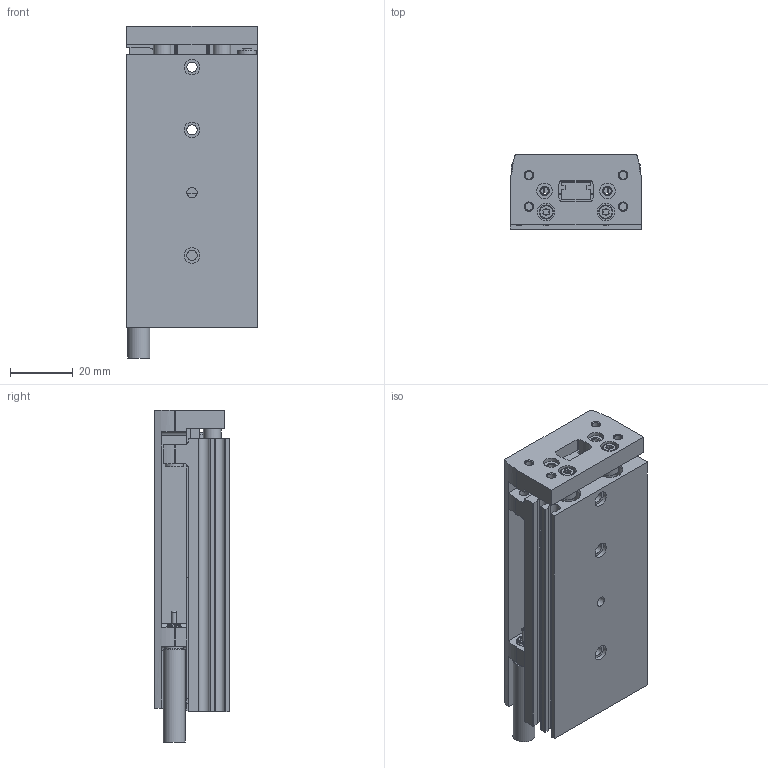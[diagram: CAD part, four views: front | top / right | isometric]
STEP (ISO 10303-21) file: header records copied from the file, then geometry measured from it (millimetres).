
FILE_DESCRIPTION(/* description */ ('STEP AP214'),/* implementation_level */ '2;1');
FILE_NAME(/* name */ '8085164_DGST-8-50-Y12A',/* time_stamp */ '2024-08-14T09:46:27+02:00',/* author */ ('License CC BY-ND 4.0'),/* organization */ ('CADENAS'),/* preprocessor_version */ 'ST-DEVELOPER v19.3',/* originating_system */ 'PARTsolutions',/* authorisation */ ' ');
FILE_SCHEMA (('AUTOMOTIVE_DESIGN {1 0 10303 214 3 1 1}'));
Length unit declared in the file: millimetre
Products named in the file (6): 8085164 DGST-8-50-Y12A---(0-high); 8073892 DGST-8-50---Y12---(mechanical-high)h; 8073892 DGST-8-50---(mechanical-high)s; 8074424 DYEF-G8-M5x0.5; 8111344 DYSS-3-4-Y1F-G2---(1_0_0); 8111344 DYSS-3-4-Y1F-G2---(2_0_0)
Assembly tree (6 placements, depth 2):
  8085164 DGST-8-50-Y12A---(0-high)
    8073892 DGST-8-50---Y12---(mechanical-high)h
    8073892 DGST-8-50---(mechanical-high)s
    8074424 DYEF-G8-M5x0.5  x2
    8111344 DYSS-3-4-Y1F-G2---(1_0_0)
    8111344 DYSS-3-4-Y1F-G2---(2_0_0)
Bounding box: 42 x 24 x 105.8 mm (x, y, z)
Volume: 74585 mm3; surface area: 38848.2 mm2
Topology: 6 solids, 6 shells, 546 faces, 1255 edges, 809 vertices
Faces by surface type: cylinder 246, plane 230, cone 55, torus 15
Full cylindrical faces by diameter (mm): 1.5 x2, 2 x2, 2.459 x14, 3 x1, 3.242 x4, 3.5 x2, 3.7 x1, 4 x6, 4.134 x2, 4.3 x2, 4.459 x4, 4.5 x2, 5 x9, 5.1 x2, 5.5 x4, 5.6 x4, 5.8 x2, 6 x17, 7 x2, 8 x6
Entity records: 15950 total; most frequent: DIRECTION 2668, CARTESIAN_POINT 2440, ORIENTED_EDGE 2146, AXIS2_PLACEMENT_3D 1079, EDGE_CURVE 1073, VERTEX_POINT 785, EDGE_LOOP 772, FACE_BOUND 772
